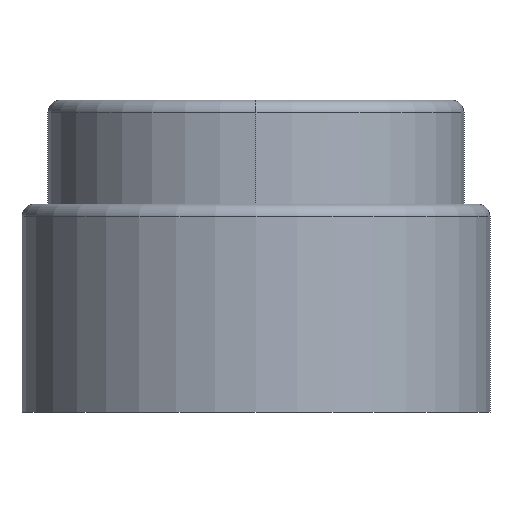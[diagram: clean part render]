
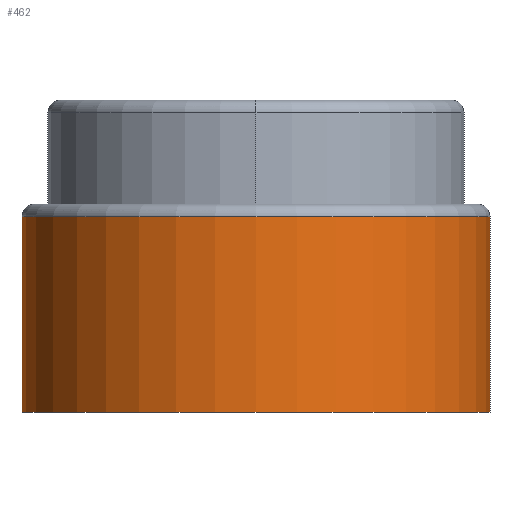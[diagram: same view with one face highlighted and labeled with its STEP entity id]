
A CAD part, left-side view. The second image highlights one B-rep face of the part: STEP entity #462.
In plain terms, the highlighted cylindrical face has radius 9 mm (diameter 18 mm), a partial arc.
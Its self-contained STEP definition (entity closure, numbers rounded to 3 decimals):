
#175=DIRECTION('',(0.,0.,-1.));
#176=VECTOR('',#175,7.5);
#177=CARTESIAN_POINT('',(0.,9.,-4.5));
#178=LINE('',#177,#176);
#226=CARTESIAN_POINT('',(0.,0.,-4.5));
#227=DIRECTION('',(0.,0.,1.));
#228=DIRECTION('',(0.,1.,0.));
#229=AXIS2_PLACEMENT_3D('',#226,#227,#228);
#234=DIRECTION('',(0.,0.,-1.));
#235=VECTOR('',#234,7.5);
#236=CARTESIAN_POINT('',(0.,-9.,-4.5));
#237=LINE('',#236,#235);
#249=CARTESIAN_POINT('',(0.,0.,-12.));
#250=DIRECTION('',(0.,0.,-1.));
#251=DIRECTION('',(0.,-1.,0.));
#252=AXIS2_PLACEMENT_3D('',#249,#250,#251);
#295=CARTESIAN_POINT('',(0.,9.,-12.));
#296=CARTESIAN_POINT('',(0.,-9.,-12.));
#297=VERTEX_POINT('',#295);
#298=VERTEX_POINT('',#296);
#307=CARTESIAN_POINT('',(0.,9.,-4.5));
#308=CARTESIAN_POINT('',(0.,-9.,-4.5));
#309=VERTEX_POINT('',#307);
#310=VERTEX_POINT('',#308);
#450=CARTESIAN_POINT('',(0.,0.,-4.));
#451=DIRECTION('',(0.,0.,-1.));
#452=DIRECTION('',(0.,1.,0.));
#453=AXIS2_PLACEMENT_3D('',#450,#451,#452);
#454=CYLINDRICAL_SURFACE('',#453,9.);
#455=ORIENTED_EDGE('',*,*,#409,.T.);
#456=ORIENTED_EDGE('',*,*,#439,.T.);
#458=ORIENTED_EDGE('',*,*,#457,.T.);
#459=ORIENTED_EDGE('',*,*,#435,.F.);
#460=EDGE_LOOP('',(#455,#456,#458,#459));
#461=FACE_OUTER_BOUND('',#460,.F.);
#462=ADVANCED_FACE('',(#461),#454,.T.);
#230=CIRCLE('',#229,9.);
#253=CIRCLE('',#252,9.);
#409=EDGE_CURVE('',#309,#310,#230,.T.);
#435=EDGE_CURVE('',#309,#297,#178,.T.);
#439=EDGE_CURVE('',#310,#298,#237,.T.);
#457=EDGE_CURVE('',#298,#297,#253,.T.);
